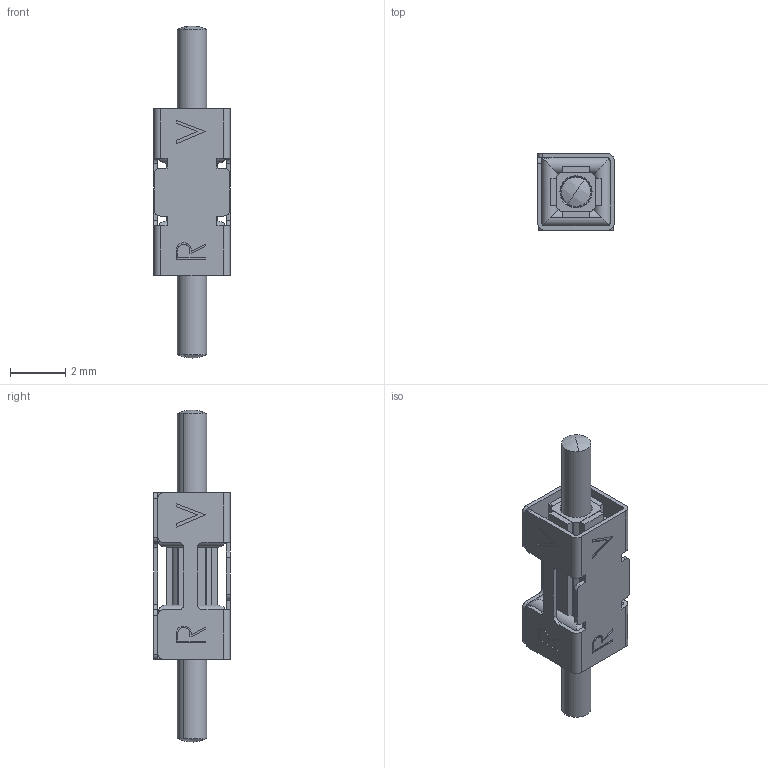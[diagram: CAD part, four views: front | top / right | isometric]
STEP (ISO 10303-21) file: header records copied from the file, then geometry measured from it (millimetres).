
FILE_DESCRIPTION (( 'STEP AP203' ), '1' );
FILE_NAME ('SQL-RV-1.8-6-12_nocable.STEP', '2018-09-14T14:36:14', ( '' ), ( '' ), 'SwSTEP 2.0', 'SolidWorks 2016', '' );
FILE_SCHEMA (( 'CONFIG_CONTROL_DESIGN' ));
Length unit declared in the file: millimetre
Products named in the file (8): 01594-0-0000_drawing view; 02356-3-0000; 02559-0-0000_WRAPPED; 02915-0-0000_Correct Wrap; 02914-3-0000_BENT; 01593-0-1012_MODEL; SQL-RV-1.8-6-12_nocable; 02094-0-0000
Assembly tree (11 placements, depth 3):
  SQL-RV-1.8-6-12_nocable
    02356-3-0000
      02094-0-0000  x4
      01594-0-0000_drawing view
    02914-3-0000_BENT
      02559-0-0000_WRAPPED  x2
      02915-0-0000_Correct Wrap
    01593-0-1012_MODEL
Bounding box: 2.77 x 2.77 x 12 mm (x, y, z)
Volume: 35.6 mm3; surface area: 310.1 mm2
Topology: 9 solids, 9 shells, 362 faces, 1008 edges, 662 vertices
Faces by surface type: plane 198, cylinder 154, bspline 6, cone 4
Entity records: 12048 total; most frequent: CARTESIAN_POINT 3619, ORIENTED_EDGE 1690, DIRECTION 1456, EDGE_CURVE 845, VERTEX_POINT 557, VECTOR 544, LINE 544, AXIS2_PLACEMENT_3D 456
